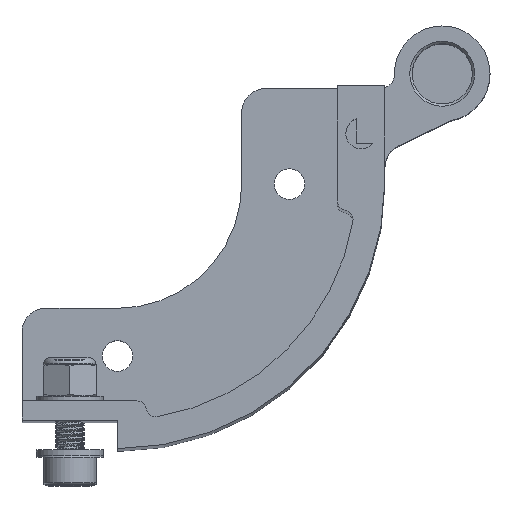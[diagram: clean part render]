
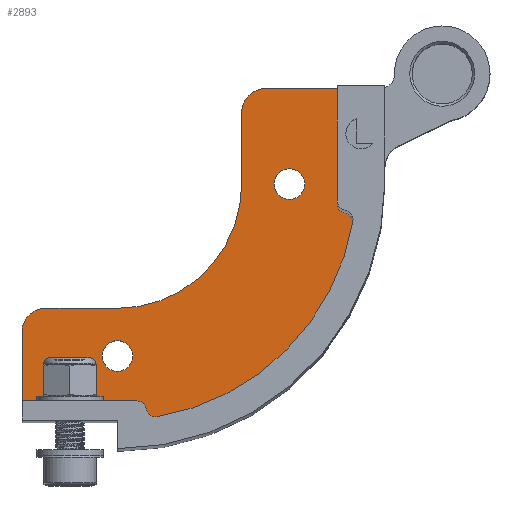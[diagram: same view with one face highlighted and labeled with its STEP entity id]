
A CAD part, top view. The second image highlights one B-rep face of the part: STEP entity #2893.
In plain terms, the highlighted planar face has unit normal (0, 0, 1).
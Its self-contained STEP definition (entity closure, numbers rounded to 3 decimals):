
#388=FACE_BOUND('',#610,.T.);
#389=FACE_BOUND('',#611,.T.);
#433=FACE_OUTER_BOUND('',#609,.T.);
#609=EDGE_LOOP('',(#2102,#2103,#2104,#2105,#2106,#2107,#2108,#2109,#2110,
#2111,#2112,#2113,#2114,#2115));
#610=EDGE_LOOP('',(#2116));
#611=EDGE_LOOP('',(#2117));
#763=CIRCLE('',#3090,1.);
#764=CIRCLE('',#3092,25.);
#765=CIRCLE('',#3094,1.);
#766=CIRCLE('',#3096,1.);
#776=CIRCLE('',#3118,1.);
#787=CIRCLE('',#3137,1.6);
#788=CIRCLE('',#3139,1.6);
#789=CIRCLE('',#3141,2.5);
#790=CIRCLE('',#3144,13.);
#791=CIRCLE('',#3147,2.5);
#908=LINE('',#4319,#1060);
#914=LINE('',#4331,#1066);
#930=LINE('',#4378,#1082);
#934=LINE('',#4385,#1086);
#945=LINE('',#4441,#1097);
#949=LINE('',#4450,#1101);
#1060=VECTOR('',#3477,12.028);
#1066=VECTOR('',#3485,7.5);
#1082=VECTOR('',#3531,7.5);
#1086=VECTOR('',#3537,12.028);
#1097=VECTOR('',#3604,7.5);
#1101=VECTOR('',#3614,7.5);
#1213=VERTEX_POINT('',#4299);
#1214=VERTEX_POINT('',#4301);
#1215=VERTEX_POINT('',#4305);
#1216=VERTEX_POINT('',#4309);
#1217=VERTEX_POINT('',#4313);
#1218=VERTEX_POINT('',#4317);
#1223=VERTEX_POINT('',#4329);
#1238=VERTEX_POINT('',#4375);
#1239=VERTEX_POINT('',#4377);
#1241=VERTEX_POINT('',#4383);
#1255=VERTEX_POINT('',#4428);
#1256=VERTEX_POINT('',#4432);
#1257=VERTEX_POINT('',#4436);
#1258=VERTEX_POINT('',#4440);
#1259=VERTEX_POINT('',#4444);
#1260=VERTEX_POINT('',#4448);
#1505=EDGE_CURVE('',#1213,#1214,#763,.T.);
#1508=EDGE_CURVE('',#1215,#1213,#764,.T.);
#1510=EDGE_CURVE('',#1216,#1215,#765,.T.);
#1512=EDGE_CURVE('',#1217,#1216,#766,.T.);
#1514=EDGE_CURVE('',#1218,#1217,#908,.T.);
#1520=EDGE_CURVE('',#1218,#1223,#914,.T.);
#1543=EDGE_CURVE('',#1239,#1238,#930,.T.);
#1547=EDGE_CURVE('',#1241,#1238,#934,.T.);
#1550=EDGE_CURVE('',#1214,#1241,#776,.T.);
#1569=EDGE_CURVE('',#1255,#1255,#787,.T.);
#1571=EDGE_CURVE('',#1256,#1256,#788,.T.);
#1572=EDGE_CURVE('',#1239,#1257,#789,.T.);
#1574=EDGE_CURVE('',#1258,#1257,#945,.T.);
#1576=EDGE_CURVE('',#1259,#1258,#790,.T.);
#1579=EDGE_CURVE('',#1260,#1259,#949,.T.);
#1580=EDGE_CURVE('',#1260,#1223,#791,.T.);
#2102=ORIENTED_EDGE('',*,*,#1547,.F.);
#2103=ORIENTED_EDGE('',*,*,#1550,.F.);
#2104=ORIENTED_EDGE('',*,*,#1505,.F.);
#2105=ORIENTED_EDGE('',*,*,#1508,.F.);
#2106=ORIENTED_EDGE('',*,*,#1510,.F.);
#2107=ORIENTED_EDGE('',*,*,#1512,.F.);
#2108=ORIENTED_EDGE('',*,*,#1514,.F.);
#2109=ORIENTED_EDGE('',*,*,#1520,.T.);
#2110=ORIENTED_EDGE('',*,*,#1580,.F.);
#2111=ORIENTED_EDGE('',*,*,#1579,.T.);
#2112=ORIENTED_EDGE('',*,*,#1576,.T.);
#2113=ORIENTED_EDGE('',*,*,#1574,.T.);
#2114=ORIENTED_EDGE('',*,*,#1572,.F.);
#2115=ORIENTED_EDGE('',*,*,#1543,.T.);
#2116=ORIENTED_EDGE('',*,*,#1571,.T.);
#2117=ORIENTED_EDGE('',*,*,#1569,.T.);
#2832=PLANE('',#3150);
#2893=ADVANCED_FACE('',(#433,#388,#389),#2832,.T.);
#3090=AXIS2_PLACEMENT_3D('',#4302,#3456,#3457);
#3092=AXIS2_PLACEMENT_3D('',#4307,#3462,#3463);
#3094=AXIS2_PLACEMENT_3D('',#4311,#3467,#3468);
#3096=AXIS2_PLACEMENT_3D('',#4315,#3472,#3473);
#3118=AXIS2_PLACEMENT_3D('',#4391,#3544,#3545);
#3137=AXIS2_PLACEMENT_3D('',#4430,#3590,#3591);
#3139=AXIS2_PLACEMENT_3D('',#4434,#3595,#3596);
#3141=AXIS2_PLACEMENT_3D('',#4437,#3599,#3600);
#3144=AXIS2_PLACEMENT_3D('',#4445,#3608,#3609);
#3147=AXIS2_PLACEMENT_3D('',#4452,#3617,#3618);
#3150=AXIS2_PLACEMENT_3D('',#4457,#3625,#3626);
#3456=DIRECTION('center_axis',(0.,0.,-1.));
#3457=DIRECTION('ref_axis',(-0.645,-0.764,0.));
#3462=DIRECTION('center_axis',(0.,0.,-1.));
#3463=DIRECTION('ref_axis',(0.,-1.,0.));
#3467=DIRECTION('center_axis',(0.,0.,-1.));
#3468=DIRECTION('ref_axis',(0.764,0.645,0.));
#3472=DIRECTION('center_axis',(0.,0.,1.));
#3473=DIRECTION('ref_axis',(1.,0.,0.));
#3477=DIRECTION('',(0.,-1.,0.));
#3485=DIRECTION('',(-1.,0.,0.));
#3531=DIRECTION('',(0.,-1.,0.));
#3537=DIRECTION('',(-1.,0.,0.));
#3544=DIRECTION('center_axis',(0.,0.,1.));
#3545=DIRECTION('ref_axis',(0.,-1.,0.));
#3590=DIRECTION('center_axis',(0.,0.,-1.));
#3591=DIRECTION('ref_axis',(0.,-1.,0.));
#3595=DIRECTION('center_axis',(0.,0.,-1.));
#3596=DIRECTION('ref_axis',(0.,-1.,0.));
#3599=DIRECTION('center_axis',(0.,0.,-1.));
#3600=DIRECTION('ref_axis',(-0.707,0.707,0.));
#3604=DIRECTION('',(-1.,0.,0.));
#3608=DIRECTION('center_axis',(0.,0.,-1.));
#3609=DIRECTION('ref_axis',(0.,-1.,0.));
#3614=DIRECTION('',(0.,-1.,0.));
#3617=DIRECTION('center_axis',(0.,0.,-1.));
#3618=DIRECTION('ref_axis',(-0.707,0.707,0.));
#3625=DIRECTION('center_axis',(0.,0.,1.));
#3626=DIRECTION('ref_axis',(0.,-1.,0.));
#4299=CARTESIAN_POINT('',(-63.083,-231.9,5.5));
#4301=CARTESIAN_POINT('',(-64.236,-231.082,5.5));
#4302=CARTESIAN_POINT('Origin',(-63.25,-230.914,5.5));
#4305=CARTESIAN_POINT('',(-42.6,-211.417,5.5));
#4307=CARTESIAN_POINT('Origin',(-67.25,-207.25,5.5));
#4309=CARTESIAN_POINT('',(-43.418,-210.264,5.5));
#4311=CARTESIAN_POINT('Origin',(-43.586,-211.25,5.5));
#4313=CARTESIAN_POINT('',(-44.25,-209.278,5.5));
#4315=CARTESIAN_POINT('Origin',(-43.25,-209.278,5.5));
#4317=CARTESIAN_POINT('',(-44.25,-197.25,5.5));
#4319=CARTESIAN_POINT('',(-44.25,-202.75,5.5));
#4329=CARTESIAN_POINT('',(-51.75,-197.25,5.5));
#4331=CARTESIAN_POINT('',(-43.25,-197.25,5.5));
#4375=CARTESIAN_POINT('',(-77.25,-230.25,5.5));
#4377=CARTESIAN_POINT('',(-77.25,-222.75,5.5));
#4378=CARTESIAN_POINT('',(-77.25,-229.25,5.5));
#4383=CARTESIAN_POINT('',(-65.222,-230.25,5.5));
#4385=CARTESIAN_POINT('',(-70.25,-230.25,5.5));
#4391=CARTESIAN_POINT('Origin',(-65.222,-231.25,5.5));
#4428=CARTESIAN_POINT('',(-49.25,-205.65,5.5));
#4430=CARTESIAN_POINT('Origin',(-49.25,-207.25,5.5));
#4432=CARTESIAN_POINT('',(-67.25,-223.65,5.5));
#4434=CARTESIAN_POINT('Origin',(-67.25,-225.25,5.5));
#4436=CARTESIAN_POINT('',(-74.75,-220.25,5.5));
#4437=CARTESIAN_POINT('Origin',(-74.75,-222.75,5.5));
#4440=CARTESIAN_POINT('',(-67.25,-220.25,5.5));
#4441=CARTESIAN_POINT('',(-72.25,-220.25,5.5));
#4444=CARTESIAN_POINT('',(-54.25,-207.25,5.5));
#4445=CARTESIAN_POINT('Origin',(-67.25,-207.25,5.5));
#4448=CARTESIAN_POINT('',(-54.25,-199.75,5.5));
#4450=CARTESIAN_POINT('',(-54.25,-207.25,5.5));
#4452=CARTESIAN_POINT('Origin',(-51.75,-199.75,5.5));
#4457=CARTESIAN_POINT('Origin',(-67.25,-207.25,5.5));
